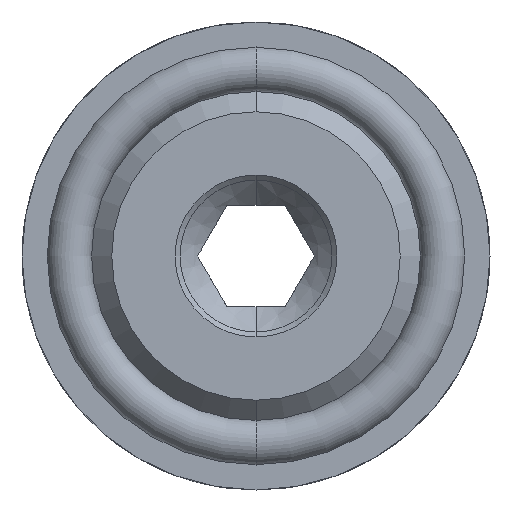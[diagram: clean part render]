
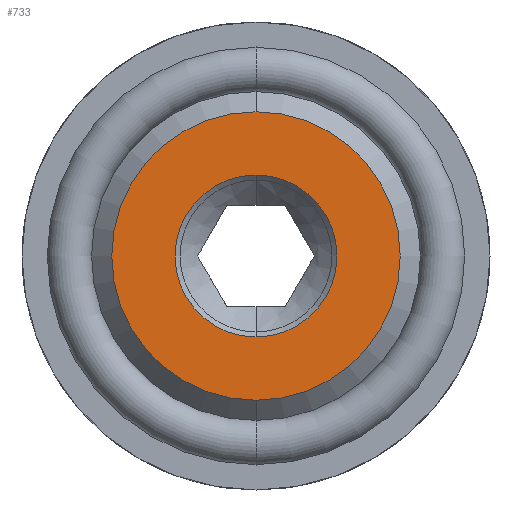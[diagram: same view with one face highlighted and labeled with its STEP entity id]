
A CAD part, front view. The second image highlights one B-rep face of the part: STEP entity #733.
In plain terms, the highlighted planar face has unit normal (0, -1, 0).
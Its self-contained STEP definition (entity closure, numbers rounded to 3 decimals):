
#30 = EDGE_CURVE ( 'NONE', #61, #168, #760, .T. ) ;
#54 = EDGE_CURVE ( 'NONE', #55, #56, #964, .T. ) ;
#55 = VERTEX_POINT ( 'NONE', #872 ) ;
#56 = VERTEX_POINT ( 'NONE', #871 ) ;
#61 = VERTEX_POINT ( 'NONE', #809 ) ;
#168 = VERTEX_POINT ( 'NONE', #1121 ) ;
#486 = EDGE_CURVE ( 'NONE', #56, #55, #1918, .T. ) ;
#488 = EDGE_LOOP ( 'NONE', ( #734, #676 ) ) ;
#640 = EDGE_CURVE ( 'NONE', #168, #61, #1885, .T. ) ;
#676 = ORIENTED_EDGE ( 'NONE', *, *, #30, .F. ) ;
#677 = EDGE_LOOP ( 'NONE', ( #678, #679 ) ) ;
#678 = ORIENTED_EDGE ( 'NONE', *, *, #486, .T. ) ;
#679 = ORIENTED_EDGE ( 'NONE', *, *, #54, .T. ) ;
#733 = ADVANCED_FACE ( 'NONE', ( #2069, #2067 ), #2066, .T. ) ;
#734 = ORIENTED_EDGE ( 'NONE', *, *, #640, .F. ) ;
#758 = CARTESIAN_POINT ( 'NONE',  ( 0., 0., 0. ) ) ;
#760 = CIRCLE ( 'NONE', #765, 3.2 ) ;
#765 = AXIS2_PLACEMENT_3D ( 'NONE', #758, #780, #782 ) ;
#780 = DIRECTION ( 'NONE',  ( 0., -1., 0. ) ) ;
#782 = DIRECTION ( 'NONE',  ( 0., 0., -1. ) ) ;
#809 = CARTESIAN_POINT ( 'NONE',  ( 0., 0., 3.2 ) ) ;
#846 = CARTESIAN_POINT ( 'NONE',  ( 0., 0., 0. ) ) ;
#871 = CARTESIAN_POINT ( 'NONE',  ( 0., 0., 5.7 ) ) ;
#872 = CARTESIAN_POINT ( 'NONE',  ( 0., 0., -5.7 ) ) ;
#873 = DIRECTION ( 'NONE',  ( 0., 0., -1. ) ) ;
#874 = DIRECTION ( 'NONE',  ( 0., -1., 0. ) ) ;
#963 = AXIS2_PLACEMENT_3D ( 'NONE', #846, #874, #873 ) ;
#964 = CIRCLE ( 'NONE', #963, 5.7 ) ;
#1121 = CARTESIAN_POINT ( 'NONE',  ( 0., 0., -3.2 ) ) ;
#1775 = CARTESIAN_POINT ( 'NONE',  ( 0., 0., 0. ) ) ;
#1881 = DIRECTION ( 'NONE',  ( 0., 0., -1. ) ) ;
#1882 = DIRECTION ( 'NONE',  ( 0., -1., 0. ) ) ;
#1883 = CARTESIAN_POINT ( 'NONE',  ( 0., 0., 0. ) ) ;
#1884 = AXIS2_PLACEMENT_3D ( 'NONE', #1883, #1882, #1881 ) ;
#1885 = CIRCLE ( 'NONE', #1884, 3.2 ) ;
#1915 = DIRECTION ( 'NONE',  ( 0., 0., -1. ) ) ;
#1916 = DIRECTION ( 'NONE',  ( 0., -1., 0. ) ) ;
#1917 = AXIS2_PLACEMENT_3D ( 'NONE', #1775, #1916, #1915 ) ;
#1918 = CIRCLE ( 'NONE', #1917, 5.7 ) ;
#2062 = DIRECTION ( 'NONE',  ( 0., 0., -1. ) ) ;
#2063 = DIRECTION ( 'NONE',  ( 0., -1., 0. ) ) ;
#2064 = CARTESIAN_POINT ( 'NONE',  ( 5.7, 0., 0. ) ) ;
#2065 = AXIS2_PLACEMENT_3D ( 'NONE', #2064, #2063, #2062 ) ;
#2066 = PLANE ( 'NONE',  #2065 ) ;
#2067 = FACE_OUTER_BOUND ( 'NONE', #677, .T. ) ;
#2069 = FACE_BOUND ( 'NONE', #488, .T. ) ;
